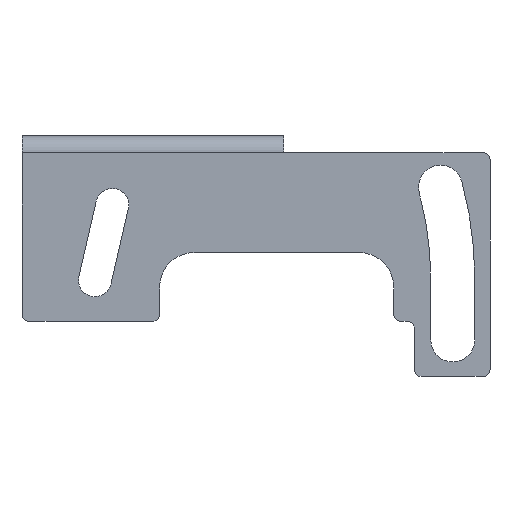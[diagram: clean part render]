
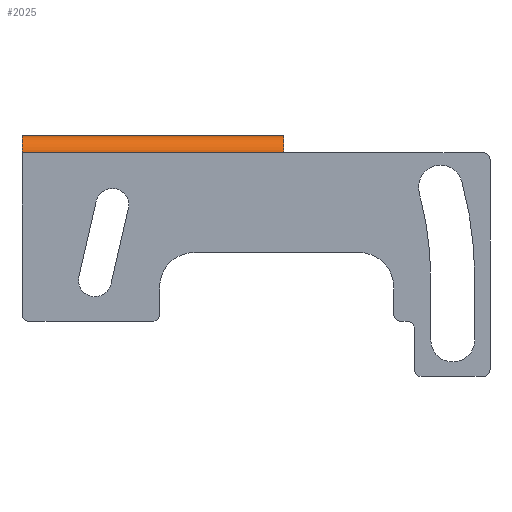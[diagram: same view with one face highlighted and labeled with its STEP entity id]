
A CAD part, left-side view. The second image highlights one B-rep face of the part: STEP entity #2025.
In plain terms, the highlighted cylindrical face has radius 2.5 mm (diameter 5 mm), a partial arc.
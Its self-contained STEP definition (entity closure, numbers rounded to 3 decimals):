
#283=CARTESIAN_POINT('',(26.386,62.6,23.274));
#284=DIRECTION('',(0.,1.,0.));
#285=DIRECTION('',(-1.,0.,0.));
#286=AXIS2_PLACEMENT_3D('',#283,#284,#285);
#497=CARTESIAN_POINT('',(26.386,24.6,23.274));
#498=DIRECTION('',(0.,1.,0.));
#499=DIRECTION('',(-1.,0.,0.));
#500=AXIS2_PLACEMENT_3D('',#497,#498,#499);
#562=DIRECTION('',(0.,-1.,0.));
#563=VECTOR('',#562,38.);
#564=CARTESIAN_POINT('',(23.886,62.6,23.274));
#565=LINE('',#564,#563);
#628=DIRECTION('',(0.,-1.,0.));
#629=VECTOR('',#628,38.);
#630=CARTESIAN_POINT('',(26.386,62.6,25.774));
#631=LINE('',#630,#629);
#956=CARTESIAN_POINT('',(23.886,62.6,23.274));
#957=CARTESIAN_POINT('',(23.886,24.6,23.274));
#958=VERTEX_POINT('',#956);
#959=VERTEX_POINT('',#957);
#960=CARTESIAN_POINT('',(26.386,62.6,25.774));
#961=CARTESIAN_POINT('',(26.386,24.6,25.774));
#962=VERTEX_POINT('',#960);
#963=VERTEX_POINT('',#961);
#2013=CARTESIAN_POINT('',(26.386,62.6,23.274));
#2014=DIRECTION('',(0.,-1.,0.));
#2015=DIRECTION('',(0.,0.,-1.));
#2016=AXIS2_PLACEMENT_3D('',#2013,#2014,#2015);
#2017=CYLINDRICAL_SURFACE('',#2016,2.5);
#2019=ORIENTED_EDGE('',*,*,#2018,.T.);
#2020=ORIENTED_EDGE('',*,*,#1878,.F.);
#2021=ORIENTED_EDGE('',*,*,#1974,.F.);
#2022=ORIENTED_EDGE('',*,*,#1645,.T.);
#2023=EDGE_LOOP('',(#2019,#2020,#2021,#2022));
#2024=FACE_OUTER_BOUND('',#2023,.F.);
#2025=ADVANCED_FACE('',(#2024),#2017,.T.);
#287=CIRCLE('',#286,2.5);
#501=CIRCLE('',#500,2.5);
#1645=EDGE_CURVE('',#958,#962,#287,.T.);
#1878=EDGE_CURVE('',#959,#963,#501,.T.);
#1974=EDGE_CURVE('',#958,#959,#565,.T.);
#2018=EDGE_CURVE('',#962,#963,#631,.T.);
